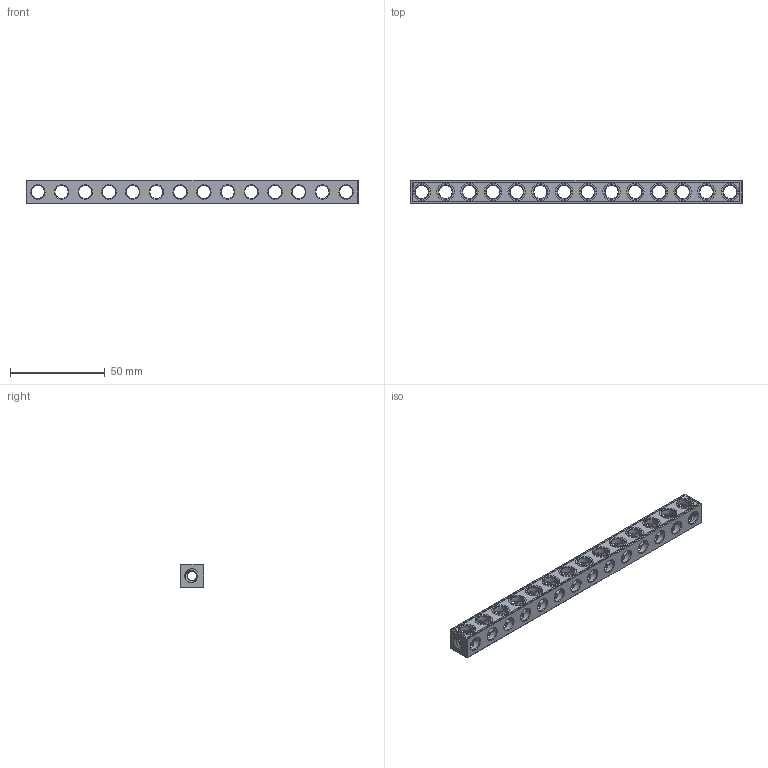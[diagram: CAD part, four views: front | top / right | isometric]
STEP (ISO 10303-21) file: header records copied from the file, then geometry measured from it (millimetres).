
FILE_DESCRIPTION(('FreeCAD Model'),'2;1');
FILE_NAME('Open CASCADE Shape Model','2021-07-01T22:46:40',( 'Paulo Kiefe'),('STEMFIE.org'),'Open CASCADE STEP processor 7.4', 'FreeCAD','Unknown');
FILE_SCHEMA(('AUTOMOTIVE_DESIGN { 1 0 10303 214 1 1 1 1 }'));
Products named in the file (1): Beam_STR_ESS_ERHRH_DE_BU14x01x01_-_SPN-BEM-0813_(stemfie.org)
Bounding box: 175 x 12.5 x 12.5 mm (x, y, z)
Volume: 13798.3 mm3; surface area: 12732.8 mm2
Topology: 1 solids, 1 shells, 714 faces, 2178 edges, 1458 vertices
Faces by surface type: plane 361, extrusion 174, cylinder 87, cone 56, bspline 36
Full cylindrical faces by diameter (mm): 7 x73, 9.2 x14
Entity records: 93741 total; most frequent: CARTESIAN_POINT 53590, DIRECTION 6228, ORIENTED_EDGE 4356, PCURVE 4356, DEFINITIONAL_REPRESENTATION 4356, VECTOR 4292, LINE 4118, EDGE_CURVE 2178
